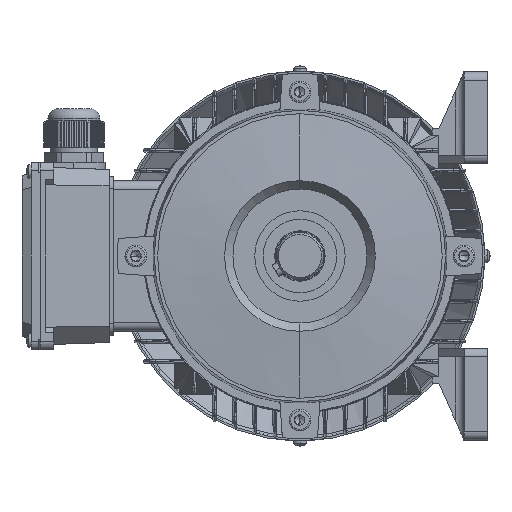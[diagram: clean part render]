
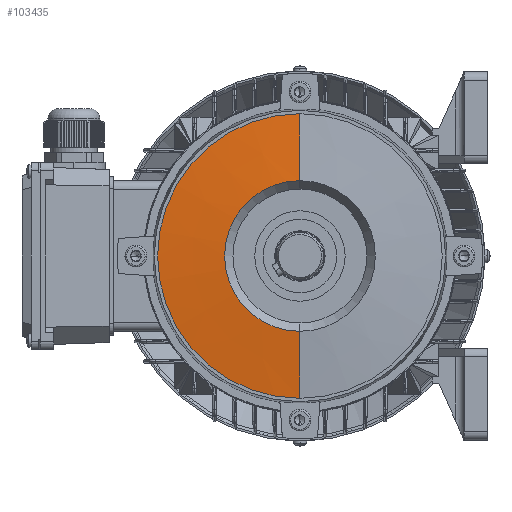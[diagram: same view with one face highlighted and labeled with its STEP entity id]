
A CAD part, left-side view. The second image highlights one B-rep face of the part: STEP entity #103435.
In plain terms, the highlighted conical face has half-angle 84.289 degrees and reference radius 45 mm.
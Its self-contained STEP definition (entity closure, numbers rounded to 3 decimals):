
#2029 = CARTESIAN_POINT ( 'NONE',  ( 45., 0., 33.439 ) ) ;
#8416 = DIRECTION ( 'NONE',  ( 0.995, 0., -0.1 ) ) ;
#8418 = VECTOR ( 'NONE', #8416, 1000. ) ;
#8420 = CARTESIAN_POINT ( 'NONE',  ( 45., 0., 33.439 ) ) ;
#8422 = LINE ( 'NONE', #8420, #8418 ) ;
#8474 = DIRECTION ( 'NONE',  ( -0.995, 0., -0.1 ) ) ;
#8475 = VECTOR ( 'NONE', #8474, 1000. ) ;
#8476 = CARTESIAN_POINT ( 'NONE',  ( -45., 0., 33.439 ) ) ;
#8477 = LINE ( 'NONE', #8476, #8475 ) ;
#9338 = DIRECTION ( 'NONE',  ( -1., 0., 0. ) ) ;
#9339 = DIRECTION ( 'NONE',  ( 0., 0., -1. ) ) ;
#9340 = AXIS2_PLACEMENT_3D ( 'NONE', #9351, #9339, #9338 ) ;
#9342 = CIRCLE ( 'NONE', #9340, 45. ) ;
#9351 = CARTESIAN_POINT ( 'NONE',  ( 0., 0., 33.439 ) ) ;
#17973 = CARTESIAN_POINT ( 'NONE',  ( -85., 0., 29.439 ) ) ;
#18131 = CARTESIAN_POINT ( 'NONE',  ( 85., 0., 29.439 ) ) ;
#18432 = DIRECTION ( 'NONE',  ( -1., 0., 0. ) ) ;
#18433 = DIRECTION ( 'NONE',  ( 0., 0., -1. ) ) ;
#18434 = CARTESIAN_POINT ( 'NONE',  ( 0., 0., 29.439 ) ) ;
#18435 = AXIS2_PLACEMENT_3D ( 'NONE', #18434, #18433, #18432 ) ;
#18437 = CIRCLE ( 'NONE', #18435, 85. ) ;
#44021 = DIRECTION ( 'NONE',  ( -1., 0., 0. ) ) ;
#44022 = DIRECTION ( 'NONE',  ( 0., 0., -1. ) ) ;
#44023 = AXIS2_PLACEMENT_3D ( 'NONE', #44025, #44022, #44021 ) ;
#44024 = CONICAL_SURFACE ( 'NONE', #44023, 45., 1.471 ) ;
#44025 = CARTESIAN_POINT ( 'NONE',  ( 0., 0., 33.439 ) ) ;
#44026 = FACE_OUTER_BOUND ( 'NONE', #103452, .T. ) ;
#44296 = CARTESIAN_POINT ( 'NONE',  ( -45., 0., 33.439 ) ) ;
#80860 = ORIENTED_EDGE ( 'NONE', *, *, #88743, .T. ) ;
#81129 = VERTEX_POINT ( 'NONE', #2029 ) ;
#88377 = ORIENTED_EDGE ( 'NONE', *, *, #88506, .F. ) ;
#88379 = ORIENTED_EDGE ( 'NONE', *, *, #88482, .T. ) ;
#88434 = ORIENTED_EDGE ( 'NONE', *, *, #92008, .F. ) ;
#88482 = EDGE_CURVE ( 'NONE', #81129, #91880, #8422, .T. ) ;
#88506 = EDGE_CURVE ( 'NONE', #103649, #91801, #8477, .T. ) ;
#88743 = EDGE_CURVE ( 'NONE', #103649, #81129, #9342, .T. ) ;
#91801 = VERTEX_POINT ( 'NONE', #17973 ) ;
#91880 = VERTEX_POINT ( 'NONE', #18131 ) ;
#92008 = EDGE_CURVE ( 'NONE', #91801, #91880, #18437, .T. ) ;
#103435 = ADVANCED_FACE ( 'NONE', ( #44026 ), #44024, .T. ) ;
#103452 = EDGE_LOOP ( 'NONE', ( #80860, #88379, #88434, #88377 ) ) ;
#103649 = VERTEX_POINT ( 'NONE', #44296 ) ;
